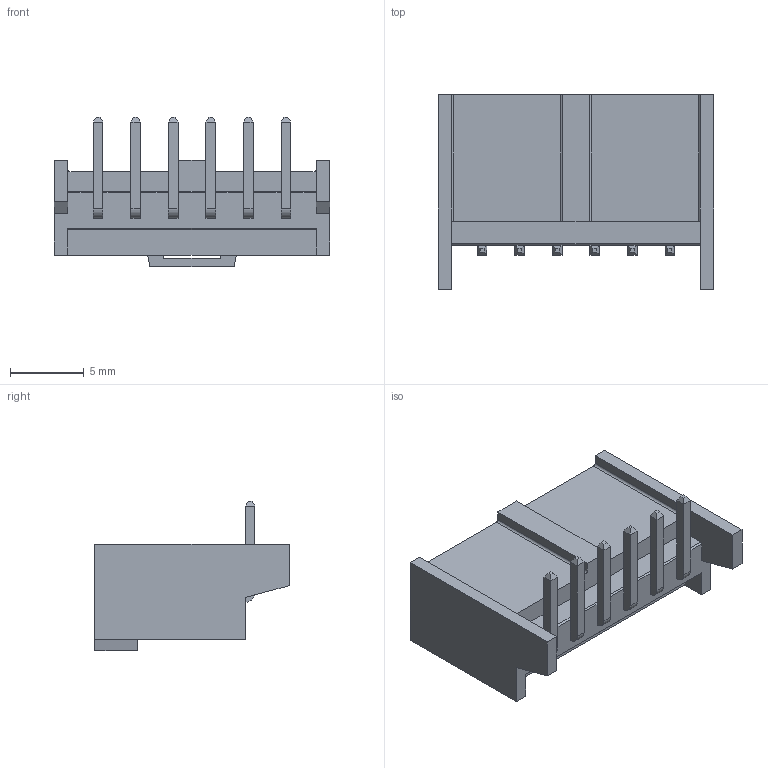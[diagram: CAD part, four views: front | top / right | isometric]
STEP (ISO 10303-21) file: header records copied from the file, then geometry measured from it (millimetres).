
FILE_DESCRIPTION( ( 'STEP AP214' ), '1' );
FILE_NAME( 'psolqas13120490412.stp', '2019-07-16T11:12:04', ( '' ), ( '' ), ' ', 'PARTsolutions', ' ' );
FILE_SCHEMA( ( 'AUTOMOTIVE_DESIGN { 1 0 10303 214 1 1 1 1 }' ) );
Length unit declared in the file: metre
Products named in the file (1): 1
Bounding box: 18.59 x 13.14 x 10.11 mm (x, y, z)
Volume: 566.4 mm3; surface area: 1302.7 mm2
Topology: 1 solids, 1 shells, 169 faces, 418 edges, 256 vertices
Faces by surface type: plane 159, cylinder 10
Entity records: 4847 total; most frequent: CARTESIAN_POINT 844, ORIENTED_EDGE 836, DIRECTION 778, EDGE_CURVE 418, LINE 398, VECTOR 398, VERTEX_POINT 256, AXIS2_PLACEMENT_3D 190
